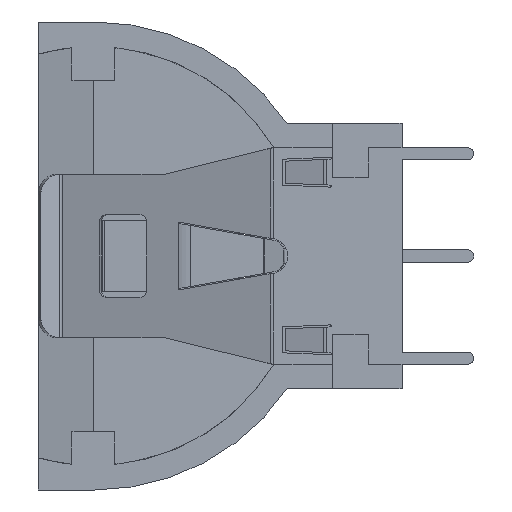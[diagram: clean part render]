
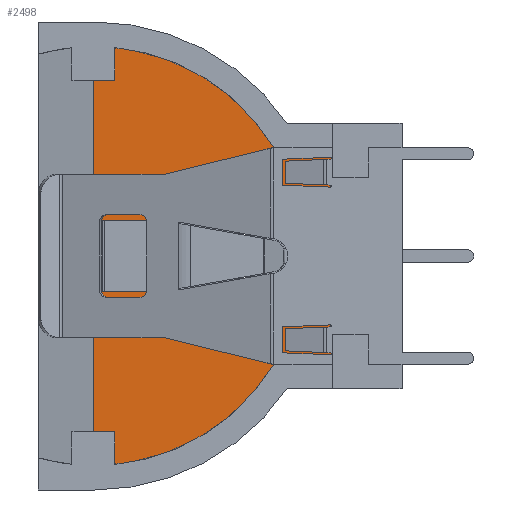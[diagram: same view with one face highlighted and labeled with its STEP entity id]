
A CAD part, left-side view. The second image highlights one B-rep face of the part: STEP entity #2498.
In plain terms, the highlighted face is planar.
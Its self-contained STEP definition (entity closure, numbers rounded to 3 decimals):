
#26 = VERTEX_POINT ( 'NONE', #4608 ) ;
#48 = EDGE_CURVE ( 'NONE', #5755, #1405, #4658, .T. ) ;
#57 = LINE ( 'NONE', #951, #4045 ) ;
#148 = VECTOR ( 'NONE', #5829, 1000. ) ;
#237 = VERTEX_POINT ( 'NONE', #5805 ) ;
#345 = LINE ( 'NONE', #3174, #430 ) ;
#430 = VECTOR ( 'NONE', #1340, 1000. ) ;
#435 = DIRECTION ( 'NONE',  ( 0., 1., 0. ) ) ;
#467 = ORIENTED_EDGE ( 'NONE', *, *, #3429, .F. ) ;
#559 = VECTOR ( 'NONE', #4098, 1000. ) ;
#573 = EDGE_CURVE ( 'NONE', #1967, #3781, #4935, .T. ) ;
#657 = DIRECTION ( 'NONE',  ( -1., 0., 0. ) ) ;
#665 = LINE ( 'NONE', #5094, #5528 ) ;
#692 = CARTESIAN_POINT ( 'NONE',  ( 1.75, 0.95, 11.6 ) ) ;
#834 = VERTEX_POINT ( 'NONE', #3315 ) ;
#865 = CARTESIAN_POINT ( 'NONE',  ( 1.2, 0.95, 5.175 ) ) ;
#868 = CARTESIAN_POINT ( 'NONE',  ( -1.2, 0.95, 11.355 ) ) ;
#951 = CARTESIAN_POINT ( 'NONE',  ( 1.2, 0.95, 11.355 ) ) ;
#1042 = VECTOR ( 'NONE', #3643, 1000. ) ;
#1153 = EDGE_CURVE ( 'NONE', #3781, #5020, #4571, .T. ) ;
#1198 = ORIENTED_EDGE ( 'NONE', *, *, #1153, .F. ) ;
#1231 = EDGE_CURVE ( 'NONE', #26, #5870, #2062, .T. ) ;
#1250 = LINE ( 'NONE', #2261, #3266 ) ;
#1294 = CARTESIAN_POINT ( 'NONE',  ( 5.3, 0.95, 8.773 ) ) ;
#1306 = DIRECTION ( 'NONE',  ( 0., 0., -1. ) ) ;
#1340 = DIRECTION ( 'NONE',  ( 0., 0., 1. ) ) ;
#1387 = EDGE_CURVE ( 'NONE', #5568, #834, #2644, .T. ) ;
#1393 = CARTESIAN_POINT ( 'NONE',  ( -1.75, 0.95, 13.981 ) ) ;
#1405 = VERTEX_POINT ( 'NONE', #2463 ) ;
#1469 = DIRECTION ( 'NONE',  ( 0., 0., 1. ) ) ;
#1493 = CARTESIAN_POINT ( 'NONE',  ( 5.3, 0.95, 11.6 ) ) ;
#1515 = LINE ( 'NONE', #4985, #559 ) ;
#1542 = EDGE_CURVE ( 'NONE', #4108, #2097, #2793, .T. ) ;
#1583 = DIRECTION ( 'NONE',  ( 0., -1., 0. ) ) ;
#1616 = CARTESIAN_POINT ( 'NONE',  ( 5.3, 0.95, 8.773 ) ) ;
#1695 = AXIS2_PLACEMENT_3D ( 'NONE', #2551, #1583, #4868 ) ;
#1751 = CARTESIAN_POINT ( 'NONE',  ( -1.2, 0.95, 11.355 ) ) ;
#1966 = LINE ( 'NONE', #5013, #3161 ) ;
#1967 = VERTEX_POINT ( 'NONE', #865 ) ;
#2062 = LINE ( 'NONE', #3667, #2956 ) ;
#2097 = VERTEX_POINT ( 'NONE', #1493 ) ;
#2119 = EDGE_CURVE ( 'NONE', #1967, #237, #57, .T. ) ;
#2261 = CARTESIAN_POINT ( 'NONE',  ( 0., 0.95, 13.981 ) ) ;
#2344 = ORIENTED_EDGE ( 'NONE', *, *, #5837, .F. ) ;
#2463 = CARTESIAN_POINT ( 'NONE',  ( -5.3, 0.95, 8.773 ) ) ;
#2498 = ADVANCED_FACE ( 'NONE', ( #4913, #2935 ), #5594, .T. ) ;
#2551 = CARTESIAN_POINT ( 'NONE',  ( 0., 0.95, 0. ) ) ;
#2644 = LINE ( 'NONE', #3878, #3032 ) ;
#2671 = ORIENTED_EDGE ( 'NONE', *, *, #6018, .T. ) ;
#2698 = CARTESIAN_POINT ( 'NONE',  ( -5.3, 0.95, 11.6 ) ) ;
#2767 = CARTESIAN_POINT ( 'NONE',  ( 0., 0.95, 0. ) ) ;
#2788 = DIRECTION ( 'NONE',  ( 0., 0., 1. ) ) ;
#2793 = LINE ( 'NONE', #1616, #3987 ) ;
#2880 = CIRCLE ( 'NONE', #1695, 10.25 ) ;
#2901 = EDGE_CURVE ( 'NONE', #5870, #2097, #1966, .T. ) ;
#2935 = FACE_OUTER_BOUND ( 'NONE', #5146, .T. ) ;
#2956 = VECTOR ( 'NONE', #1306, 1000. ) ;
#2962 = CARTESIAN_POINT ( 'NONE',  ( -1.2, 0.95, 5.175 ) ) ;
#2965 = ORIENTED_EDGE ( 'NONE', *, *, #1387, .F. ) ;
#3032 = VECTOR ( 'NONE', #4395, 1000. ) ;
#3034 = CARTESIAN_POINT ( 'NONE',  ( 1.2, 0.95, 5.175 ) ) ;
#3042 = CARTESIAN_POINT ( 'NONE',  ( -5.3, 0.95, 11.6 ) ) ;
#3161 = VECTOR ( 'NONE', #4978, 1000. ) ;
#3174 = CARTESIAN_POINT ( 'NONE',  ( -5.3, 0.95, 8.773 ) ) ;
#3266 = VECTOR ( 'NONE', #4131, 1000. ) ;
#3315 = CARTESIAN_POINT ( 'NONE',  ( -1.75, 0.95, 11.6 ) ) ;
#3366 = AXIS2_PLACEMENT_3D ( 'NONE', #5979, #4587, #5064 ) ;
#3429 = EDGE_CURVE ( 'NONE', #5755, #4826, #1515, .T. ) ;
#3643 = DIRECTION ( 'NONE',  ( 0., 0., 1. ) ) ;
#3667 = CARTESIAN_POINT ( 'NONE',  ( 1.75, 0.95, 18.56 ) ) ;
#3685 = ORIENTED_EDGE ( 'NONE', *, *, #1542, .F. ) ;
#3781 = VERTEX_POINT ( 'NONE', #2962 ) ;
#3878 = CARTESIAN_POINT ( 'NONE',  ( -1.75, 0.95, 18.56 ) ) ;
#3987 = VECTOR ( 'NONE', #4908, 1000. ) ;
#4045 = VECTOR ( 'NONE', #1469, 1000. ) ;
#4097 = EDGE_CURVE ( 'NONE', #5568, #26, #1250, .T. ) ;
#4098 = DIRECTION ( 'NONE',  ( 1., 0., 0. ) ) ;
#4108 = VERTEX_POINT ( 'NONE', #1294 ) ;
#4131 = DIRECTION ( 'NONE',  ( 1., 0., 0. ) ) ;
#4148 = DIRECTION ( 'NONE',  ( -1., 0., 0. ) ) ;
#4212 = LINE ( 'NONE', #3042, #4363 ) ;
#4228 = CARTESIAN_POINT ( 'NONE',  ( 10.25, 0.95, -0.05 ) ) ;
#4267 = EDGE_LOOP ( 'NONE', ( #5060, #1198, #5928, #4452 ) ) ;
#4363 = VECTOR ( 'NONE', #657, 1000. ) ;
#4395 = DIRECTION ( 'NONE',  ( 0., 0., -1. ) ) ;
#4452 = ORIENTED_EDGE ( 'NONE', *, *, #2119, .T. ) ;
#4571 = LINE ( 'NONE', #868, #1042 ) ;
#4587 = DIRECTION ( 'NONE',  ( 0., 1., 0. ) ) ;
#4608 = CARTESIAN_POINT ( 'NONE',  ( 1.75, 0.95, 13.981 ) ) ;
#4658 = CIRCLE ( 'NONE', #3366, 10.25 ) ;
#4764 = EDGE_CURVE ( 'NONE', #237, #5020, #665, .T. ) ;
#4797 = CARTESIAN_POINT ( 'NONE',  ( -10.25, 0.95, -0.05 ) ) ;
#4822 = ORIENTED_EDGE ( 'NONE', *, *, #48, .T. ) ;
#4826 = VERTEX_POINT ( 'NONE', #4228 ) ;
#4868 = DIRECTION ( 'NONE',  ( 0., 0., 1. ) ) ;
#4899 = AXIS2_PLACEMENT_3D ( 'NONE', #2767, #435, #2788 ) ;
#4908 = DIRECTION ( 'NONE',  ( 0., 0., 1. ) ) ;
#4913 = FACE_BOUND ( 'NONE', #4267, .T. ) ;
#4935 = LINE ( 'NONE', #3034, #148 ) ;
#4978 = DIRECTION ( 'NONE',  ( 1., 0., 0. ) ) ;
#4985 = CARTESIAN_POINT ( 'NONE',  ( 0., 0.95, -0.05 ) ) ;
#5010 = VERTEX_POINT ( 'NONE', #2698 ) ;
#5013 = CARTESIAN_POINT ( 'NONE',  ( 5.3, 0.95, 11.6 ) ) ;
#5020 = VERTEX_POINT ( 'NONE', #1751 ) ;
#5060 = ORIENTED_EDGE ( 'NONE', *, *, #4764, .T. ) ;
#5064 = DIRECTION ( 'NONE',  ( 0., 0., 1. ) ) ;
#5094 = CARTESIAN_POINT ( 'NONE',  ( 1.2, 0.95, 11.355 ) ) ;
#5146 = EDGE_LOOP ( 'NONE', ( #5840, #5270, #6076, #3685, #2344, #467, #4822, #2671, #5227, #2965 ) ) ;
#5227 = ORIENTED_EDGE ( 'NONE', *, *, #5370, .F. ) ;
#5270 = ORIENTED_EDGE ( 'NONE', *, *, #1231, .T. ) ;
#5370 = EDGE_CURVE ( 'NONE', #834, #5010, #4212, .T. ) ;
#5528 = VECTOR ( 'NONE', #4148, 1000. ) ;
#5568 = VERTEX_POINT ( 'NONE', #1393 ) ;
#5594 = PLANE ( 'NONE',  #4899 ) ;
#5755 = VERTEX_POINT ( 'NONE', #4797 ) ;
#5805 = CARTESIAN_POINT ( 'NONE',  ( 1.2, 0.95, 11.355 ) ) ;
#5829 = DIRECTION ( 'NONE',  ( -1., 0., 0. ) ) ;
#5837 = EDGE_CURVE ( 'NONE', #4826, #4108, #2880, .T. ) ;
#5840 = ORIENTED_EDGE ( 'NONE', *, *, #4097, .T. ) ;
#5870 = VERTEX_POINT ( 'NONE', #692 ) ;
#5928 = ORIENTED_EDGE ( 'NONE', *, *, #573, .F. ) ;
#5979 = CARTESIAN_POINT ( 'NONE',  ( 0., 0.95, 0. ) ) ;
#6018 = EDGE_CURVE ( 'NONE', #1405, #5010, #345, .T. ) ;
#6076 = ORIENTED_EDGE ( 'NONE', *, *, #2901, .T. ) ;
